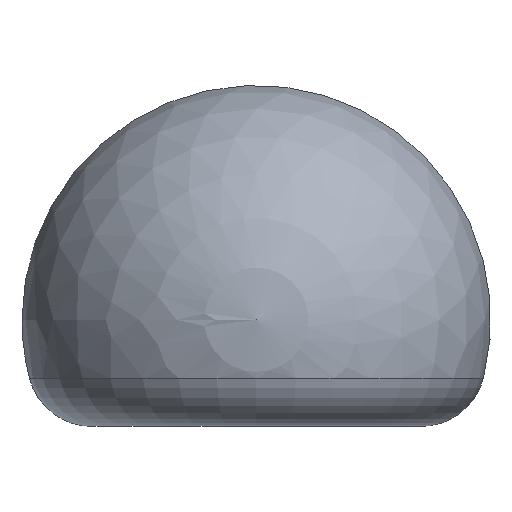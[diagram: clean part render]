
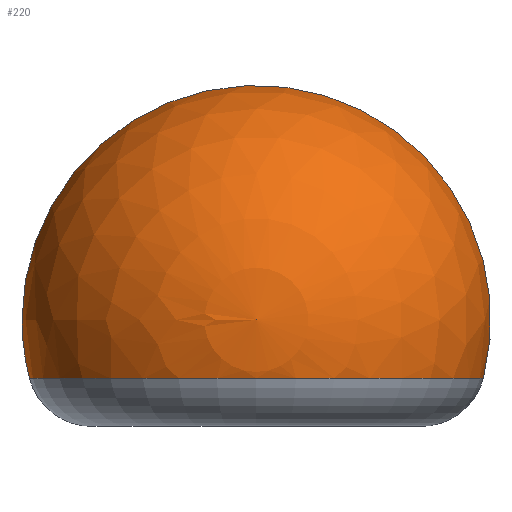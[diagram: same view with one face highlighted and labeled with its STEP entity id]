
A CAD part, left-side view. The second image highlights one B-rep face of the part: STEP entity #220.
In plain terms, the highlighted spherical face has radius 11 mm.
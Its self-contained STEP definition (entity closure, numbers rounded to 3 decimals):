
#23=SPHERICAL_SURFACE('',#266,11.);
#67=FACE_OUTER_BOUND('',#81,.T.);
#81=EDGE_LOOP('',(#189,#190,#191,#192,#193));
#92=CIRCLE('',#254,10.651);
#96=CIRCLE('',#260,11.);
#97=CIRCLE('',#261,11.);
#99=CIRCLE('',#267,11.);
#105=VERTEX_POINT('',#356);
#107=VERTEX_POINT('',#362);
#109=VERTEX_POINT('',#373);
#117=VERTEX_POINT('',#395);
#128=EDGE_CURVE('',#107,#105,#92,.T.);
#134=EDGE_CURVE('',#105,#109,#96,.T.);
#135=EDGE_CURVE('',#109,#107,#97,.T.);
#144=EDGE_CURVE('',#109,#117,#99,.T.);
#189=ORIENTED_EDGE('',*,*,#128,.F.);
#190=ORIENTED_EDGE('',*,*,#135,.F.);
#191=ORIENTED_EDGE('',*,*,#144,.T.);
#192=ORIENTED_EDGE('',*,*,#144,.F.);
#193=ORIENTED_EDGE('',*,*,#134,.F.);
#220=ADVANCED_FACE('',(#67),#23,.T.);
#254=AXIS2_PLACEMENT_3D('',#364,#294,#295);
#260=AXIS2_PLACEMENT_3D('',#374,#308,#309);
#261=AXIS2_PLACEMENT_3D('',#375,#310,#311);
#266=AXIS2_PLACEMENT_3D('',#394,#327,#328);
#267=AXIS2_PLACEMENT_3D('',#396,#329,#330);
#294=DIRECTION('center_axis',(0.,0.,-1.));
#295=DIRECTION('ref_axis',(-1.,0.,0.));
#308=DIRECTION('center_axis',(1.,0.,0.));
#309=DIRECTION('ref_axis',(0.,0.891,-0.455));
#310=DIRECTION('center_axis',(1.,0.,0.));
#311=DIRECTION('ref_axis',(0.,0.891,-0.455));
#327=DIRECTION('center_axis',(1.,0.,0.));
#328=DIRECTION('ref_axis',(0.,-1.,0.));
#329=DIRECTION('center_axis',(0.,0.,1.));
#330=DIRECTION('ref_axis',(0.,1.,0.));
#356=CARTESIAN_POINT('',(0.,12.151,2.25));
#362=CARTESIAN_POINT('',(0.,-9.151,2.25));
#364=CARTESIAN_POINT('Origin',(0.,1.5,2.25));
#373=CARTESIAN_POINT('',(0.,12.5,5.));
#374=CARTESIAN_POINT('Origin',(0.,1.5,5.));
#375=CARTESIAN_POINT('Origin',(0.,1.5,5.));
#394=CARTESIAN_POINT('Origin',(0.,1.5,5.));
#395=CARTESIAN_POINT('',(-11.,1.5,5.));
#396=CARTESIAN_POINT('Origin',(0.,1.5,5.));
